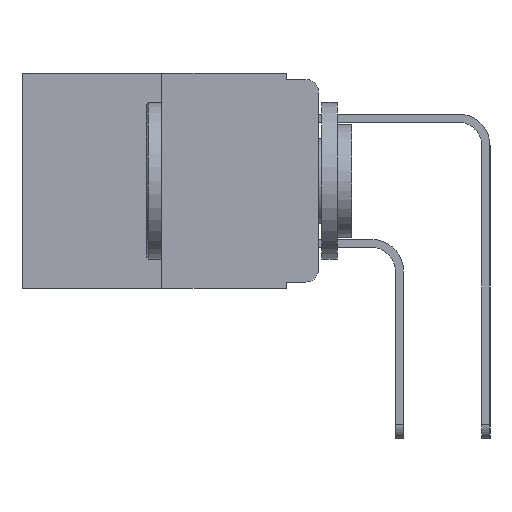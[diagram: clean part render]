
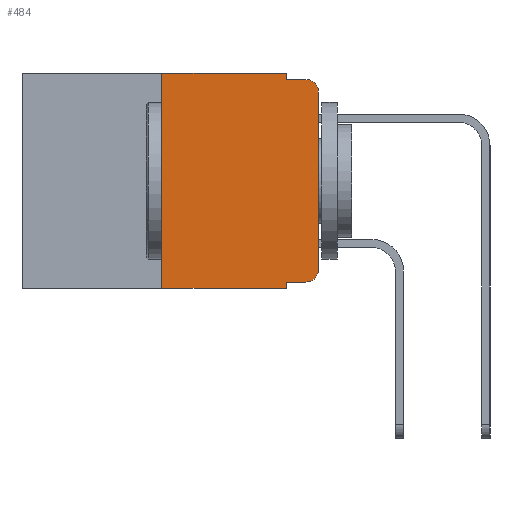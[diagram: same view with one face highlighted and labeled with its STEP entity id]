
A CAD part, left-side view. The second image highlights one B-rep face of the part: STEP entity #484.
In plain terms, the highlighted planar face has unit normal (-1, 0, 0).
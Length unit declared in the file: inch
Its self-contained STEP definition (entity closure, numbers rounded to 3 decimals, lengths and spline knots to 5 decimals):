
#16 = ORIENTED_EDGE ( 'NONE', *, *, #19805, .F. ) ;
#179 = DIRECTION ( 'NONE',  ( 0., 0., -1. ) ) ;
#379 = DIRECTION ( 'NONE',  ( 1., 0., 0. ) ) ;
#399 = PLANE ( 'NONE',  #4764 ) ;
#484 = ADVANCED_FACE ( 'NONE', ( #13606 ), #399, .F. ) ;
#566 = DIRECTION ( 'NONE',  ( 0., 0., 1. ) ) ;
#1299 = CARTESIAN_POINT ( 'NONE',  ( 0., 0.25, 0. ) ) ;
#1483 = DIRECTION ( 'NONE',  ( -1., 0., 0. ) ) ;
#1826 = EDGE_CURVE ( 'NONE', #10769, #10068, #10443, .T. ) ;
#2629 = LINE ( 'NONE', #17583, #4177 ) ;
#2711 = LINE ( 'NONE', #3603, #18820 ) ;
#3446 = AXIS2_PLACEMENT_3D ( 'NONE', #11029, #1483, #12544 ) ;
#3467 = LINE ( 'NONE', #7088, #11349 ) ;
#3575 = ORIENTED_EDGE ( 'NONE', *, *, #9167, .F. ) ;
#3603 = CARTESIAN_POINT ( 'NONE',  ( 0., 0.051, -0.01 ) ) ;
#3647 = EDGE_CURVE ( 'NONE', #7686, #12955, #11113, .T. ) ;
#3680 = DIRECTION ( 'NONE',  ( 0., -1., 0. ) ) ;
#3685 = VERTEX_POINT ( 'NONE', #1299 ) ;
#4017 = CARTESIAN_POINT ( 'NONE',  ( 0., 0.473, 0. ) ) ;
#4177 = VECTOR ( 'NONE', #17011, 39.37008 ) ;
#4351 = VERTEX_POINT ( 'NONE', #11557 ) ;
#4568 = AXIS2_PLACEMENT_3D ( 'NONE', #4832, #15713, #6417 ) ;
#4599 = ORIENTED_EDGE ( 'NONE', *, *, #1826, .F. ) ;
#4764 = AXIS2_PLACEMENT_3D ( 'NONE', #14783, #379, #179 ) ;
#4832 = CARTESIAN_POINT ( 'NONE',  ( 0., 0.02, -0.313 ) ) ;
#4994 = VERTEX_POINT ( 'NONE', #17410 ) ;
#5028 = EDGE_CURVE ( 'NONE', #4994, #12955, #2629, .T. ) ;
#5054 = VECTOR ( 'NONE', #15312, 39.37008 ) ;
#5325 = EDGE_CURVE ( 'NONE', #7686, #14561, #18001, .T. ) ;
#6144 = VERTEX_POINT ( 'NONE', #19988 ) ;
#6281 = VECTOR ( 'NONE', #11893, 39.37008 ) ;
#6417 = DIRECTION ( 'NONE',  ( 0., 0., -1. ) ) ;
#6883 = EDGE_LOOP ( 'NONE', ( #11667, #13845, #3575, #4599, #16, #19661, #19906, #7864, #10947, #12871 ) ) ;
#6971 = VECTOR ( 'NONE', #16050, 39.37008 ) ;
#7088 = CARTESIAN_POINT ( 'NONE',  ( 0., 0., 0. ) ) ;
#7273 = CIRCLE ( 'NONE', #4568, 0.02 ) ;
#7686 = VERTEX_POINT ( 'NONE', #17005 ) ;
#7864 = ORIENTED_EDGE ( 'NONE', *, *, #3647, .F. ) ;
#8821 = EDGE_CURVE ( 'NONE', #4994, #3685, #17395, .T. ) ;
#8980 = EDGE_CURVE ( 'NONE', #14561, #4351, #7273, .T. ) ;
#9167 = EDGE_CURVE ( 'NONE', #10068, #18793, #2711, .T. ) ;
#9823 = EDGE_CURVE ( 'NONE', #4351, #6144, #3467, .T. ) ;
#9855 = CARTESIAN_POINT ( 'NONE',  ( 0., 0.02, -0.333 ) ) ;
#10068 = VERTEX_POINT ( 'NONE', #10812 ) ;
#10274 = CARTESIAN_POINT ( 'NONE',  ( 0., 0.051, -0.333 ) ) ;
#10443 = LINE ( 'NONE', #12065, #6281 ) ;
#10769 = VERTEX_POINT ( 'NONE', #13448 ) ;
#10812 = CARTESIAN_POINT ( 'NONE',  ( 0., 0.051, -0.01 ) ) ;
#10947 = ORIENTED_EDGE ( 'NONE', *, *, #5325, .T. ) ;
#10992 = VECTOR ( 'NONE', #14949, 39.37008 ) ;
#11029 = CARTESIAN_POINT ( 'NONE',  ( 0., 0.02, -0.03 ) ) ;
#11113 = LINE ( 'NONE', #19407, #6971 ) ;
#11349 = VECTOR ( 'NONE', #566, 39.37008 ) ;
#11557 = CARTESIAN_POINT ( 'NONE',  ( 0., 0., -0.313 ) ) ;
#11667 = ORIENTED_EDGE ( 'NONE', *, *, #9823, .T. ) ;
#11893 = DIRECTION ( 'NONE',  ( 0., 0., -1. ) ) ;
#12065 = CARTESIAN_POINT ( 'NONE',  ( 0., 0.051, 0. ) ) ;
#12544 = DIRECTION ( 'NONE',  ( 0., 0., -1. ) ) ;
#12832 = DIRECTION ( 'NONE',  ( 0., -1., 0. ) ) ;
#12871 = ORIENTED_EDGE ( 'NONE', *, *, #8980, .T. ) ;
#12955 = VERTEX_POINT ( 'NONE', #19067 ) ;
#13448 = CARTESIAN_POINT ( 'NONE',  ( 0., 0.051, 0. ) ) ;
#13606 = FACE_OUTER_BOUND ( 'NONE', #6883, .T. ) ;
#13740 = CARTESIAN_POINT ( 'NONE',  ( 0., 0.25, 0. ) ) ;
#13845 = ORIENTED_EDGE ( 'NONE', *, *, #16305, .T. ) ;
#13930 = VECTOR ( 'NONE', #12832, 39.37008 ) ;
#14561 = VERTEX_POINT ( 'NONE', #9855 ) ;
#14783 = CARTESIAN_POINT ( 'NONE',  ( 0., 0.473, 0. ) ) ;
#14949 = DIRECTION ( 'NONE',  ( 0., -1., 0. ) ) ;
#15312 = DIRECTION ( 'NONE',  ( 0., 0., 1. ) ) ;
#15595 = LINE ( 'NONE', #4017, #10992 ) ;
#15713 = DIRECTION ( 'NONE',  ( -1., 0., 0. ) ) ;
#15874 = CARTESIAN_POINT ( 'NONE',  ( 0., 0.02, -0.01 ) ) ;
#16050 = DIRECTION ( 'NONE',  ( 0., 0., -1. ) ) ;
#16305 = EDGE_CURVE ( 'NONE', #6144, #18793, #16802, .T. ) ;
#16802 = CIRCLE ( 'NONE', #3446, 0.02 ) ;
#17005 = CARTESIAN_POINT ( 'NONE',  ( 0., 0.051, -0.333 ) ) ;
#17011 = DIRECTION ( 'NONE',  ( 0., -1., 0. ) ) ;
#17395 = LINE ( 'NONE', #13740, #5054 ) ;
#17410 = CARTESIAN_POINT ( 'NONE',  ( 0., 0.25, -0.343 ) ) ;
#17583 = CARTESIAN_POINT ( 'NONE',  ( 0., 0.473, -0.343 ) ) ;
#18001 = LINE ( 'NONE', #10274, #13930 ) ;
#18793 = VERTEX_POINT ( 'NONE', #15874 ) ;
#18820 = VECTOR ( 'NONE', #3680, 39.37008 ) ;
#19067 = CARTESIAN_POINT ( 'NONE',  ( 0., 0.051, -0.343 ) ) ;
#19407 = CARTESIAN_POINT ( 'NONE',  ( 0., 0.051, 0. ) ) ;
#19661 = ORIENTED_EDGE ( 'NONE', *, *, #8821, .F. ) ;
#19805 = EDGE_CURVE ( 'NONE', #3685, #10769, #15595, .T. ) ;
#19906 = ORIENTED_EDGE ( 'NONE', *, *, #5028, .T. ) ;
#19988 = CARTESIAN_POINT ( 'NONE',  ( 0., 0., -0.03 ) ) ;
